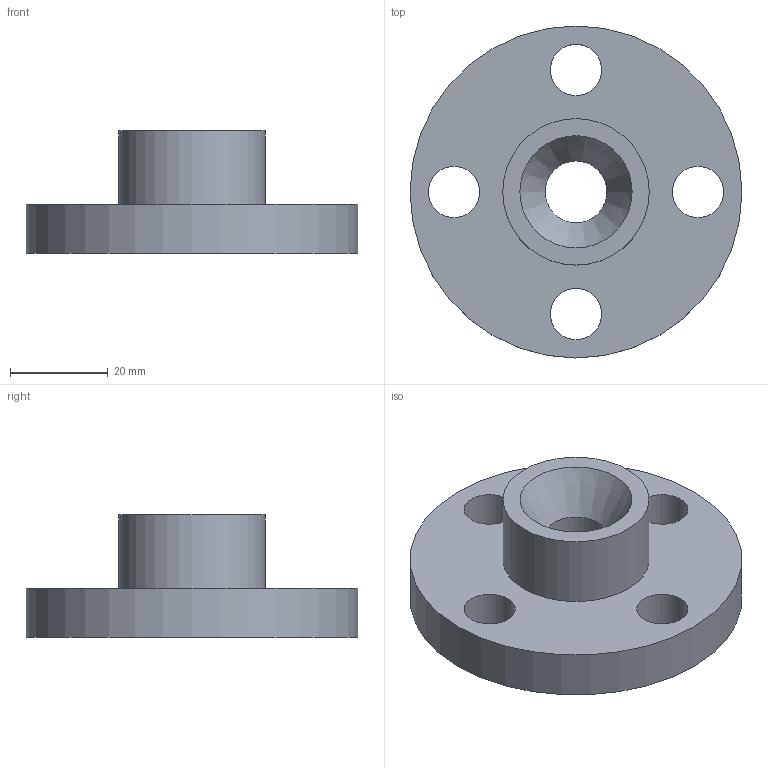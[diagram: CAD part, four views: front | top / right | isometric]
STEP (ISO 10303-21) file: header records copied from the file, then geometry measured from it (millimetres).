
FILE_DESCRIPTION(/* description */ ('4-WAY POSITIONING RECEIVER'),/* implementation_level */ '2;1');
FILE_NAME(/* name */ 'ALP25-PR4.stp',/* time_stamp */ '2019-03-05T17:49:55-05:00',/* author */ ('Avelyn'),/* organization */ (''),/* preprocessor_version */ 'ST-DEVELOPER v17',/* originating_system */ 'Autodesk Inventor 2018',/* authorisation */ '');
FILE_SCHEMA (('AUTOMOTIVE_DESIGN { 1 0 10303 214 3 1 1 }'));
Length unit declared in the file: millimetre
Products named in the file (1): ALP25-PR4
Bounding box: 68 x 68 x 25 mm (x, y, z)
Volume: 37960.8 mm3; surface area: 12050 mm2
Topology: 1 solids, 1 shells, 12 faces, 31 edges, 22 vertices
Faces by surface type: cylinder 7, plane 3, cone 2
Full cylindrical faces by diameter (mm): 10.5 x4, 12.7 x1, 30 x1, 68 x1
Entity records: 448 total; most frequent: DIRECTION 79, CARTESIAN_POINT 66, ORIENTED_EDGE 62, AXIS2_PLACEMENT_3D 35, EDGE_CURVE 31, EDGE_LOOP 23, CIRCLE 22, VERTEX_POINT 22
